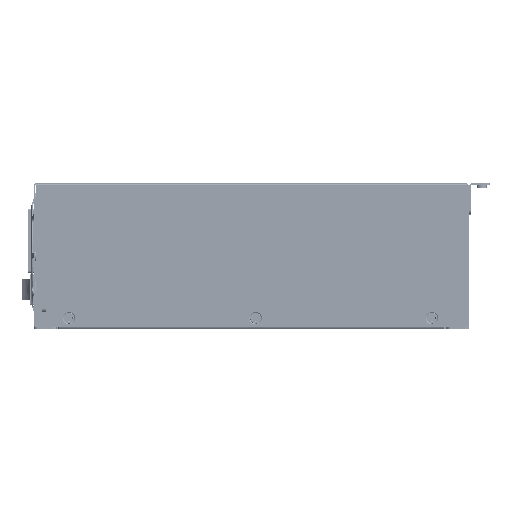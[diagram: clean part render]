
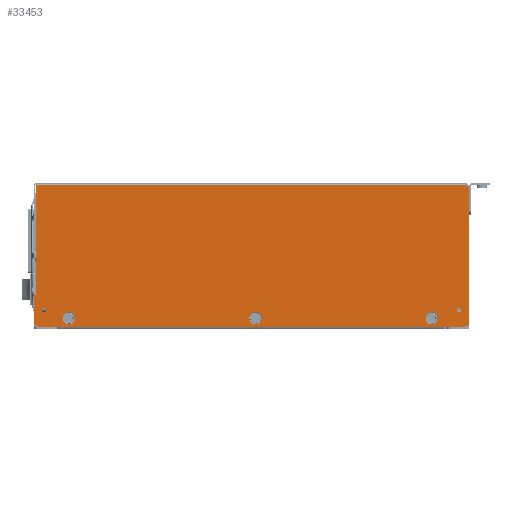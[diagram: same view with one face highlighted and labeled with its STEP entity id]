
A CAD part, left-side view. The second image highlights one B-rep face of the part: STEP entity #33453.
In plain terms, the highlighted planar face has unit normal (-1, 0, 0).
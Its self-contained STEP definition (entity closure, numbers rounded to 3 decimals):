
#9776=CARTESIAN_POINT('',(-50.,2.,-67.));
#9777=DIRECTION('',(1.,0.,0.));
#9778=DIRECTION('',(0.,-1.,0.));
#9779=AXIS2_PLACEMENT_3D('',#9776,#9777,#9778);
#9781=CARTESIAN_POINT('',(-50.,208.,-67.));
#9782=DIRECTION('',(1.,0.,0.));
#9783=DIRECTION('',(0.,0.,-1.));
#9784=AXIS2_PLACEMENT_3D('',#9781,#9782,#9783);
#9786=DIRECTION('',(0.,0.,1.));
#9787=VECTOR('',#9786,53.2);
#9788=CARTESIAN_POINT('',(-50.,209.,-54.));
#9789=LINE('',#9788,#9787);
#9790=DIRECTION('',(0.,-1.,0.));
#9791=VECTOR('',#9790,1.);
#9792=CARTESIAN_POINT('',(-50.,1.,-1.5));
#9793=LINE('',#9792,#9791);
#9794=DIRECTION('',(0.,0.,-1.));
#9795=VECTOR('',#9794,65.5);
#9796=CARTESIAN_POINT('',(-50.,0.,-1.5));
#9797=LINE('',#9796,#9795);
#9798=CARTESIAN_POINT('',(-50.,205.,-61.2));
#9799=DIRECTION('',(-1.,0.,0.));
#9800=DIRECTION('',(0.,1.,0.));
#9801=AXIS2_PLACEMENT_3D('',#9798,#9799,#9800);
#9803=CARTESIAN_POINT('',(-50.,205.,-61.2));
#9804=DIRECTION('',(-1.,0.,0.));
#9805=DIRECTION('',(0.,-1.,0.));
#9806=AXIS2_PLACEMENT_3D('',#9803,#9804,#9805);
#9808=CARTESIAN_POINT('',(-50.,5.,-61.2));
#9809=DIRECTION('',(-1.,0.,0.));
#9810=DIRECTION('',(0.,1.,0.));
#9811=AXIS2_PLACEMENT_3D('',#9808,#9809,#9810);
#9813=CARTESIAN_POINT('',(-50.,5.,-61.2));
#9814=DIRECTION('',(-1.,0.,0.));
#9815=DIRECTION('',(0.,-1.,0.));
#9816=AXIS2_PLACEMENT_3D('',#9813,#9814,#9815);
#9818=CARTESIAN_POINT('',(-50.,18.,-65.));
#9819=DIRECTION('',(-1.,0.,0.));
#9820=DIRECTION('',(0.,-1.,0.));
#9821=AXIS2_PLACEMENT_3D('',#9818,#9819,#9820);
#9823=CARTESIAN_POINT('',(-50.,18.,-65.));
#9824=DIRECTION('',(-1.,0.,0.));
#9825=DIRECTION('',(0.,0.,1.));
#9826=AXIS2_PLACEMENT_3D('',#9823,#9824,#9825);
#9828=CARTESIAN_POINT('',(-50.,18.,-65.));
#9829=DIRECTION('',(-1.,0.,0.));
#9830=DIRECTION('',(0.,1.,0.));
#9831=AXIS2_PLACEMENT_3D('',#9828,#9829,#9830);
#9833=CARTESIAN_POINT('',(-50.,18.,-65.));
#9834=DIRECTION('',(-1.,0.,0.));
#9835=DIRECTION('',(0.,0.,-1.));
#9836=AXIS2_PLACEMENT_3D('',#9833,#9834,#9835);
#9838=CARTESIAN_POINT('',(-50.,103.,-65.));
#9839=DIRECTION('',(-1.,0.,0.));
#9840=DIRECTION('',(0.,-1.,0.));
#9841=AXIS2_PLACEMENT_3D('',#9838,#9839,#9840);
#9843=CARTESIAN_POINT('',(-50.,103.,-65.));
#9844=DIRECTION('',(-1.,0.,0.));
#9845=DIRECTION('',(0.,0.,1.));
#9846=AXIS2_PLACEMENT_3D('',#9843,#9844,#9845);
#9848=CARTESIAN_POINT('',(-50.,103.,-65.));
#9849=DIRECTION('',(-1.,0.,0.));
#9850=DIRECTION('',(0.,1.,0.));
#9851=AXIS2_PLACEMENT_3D('',#9848,#9849,#9850);
#9853=CARTESIAN_POINT('',(-50.,103.,-65.));
#9854=DIRECTION('',(-1.,0.,0.));
#9855=DIRECTION('',(0.,0.,-1.));
#9856=AXIS2_PLACEMENT_3D('',#9853,#9854,#9855);
#9858=CARTESIAN_POINT('',(-50.,193.,-65.));
#9859=DIRECTION('',(-1.,0.,0.));
#9860=DIRECTION('',(0.,-1.,0.));
#9861=AXIS2_PLACEMENT_3D('',#9858,#9859,#9860);
#9863=CARTESIAN_POINT('',(-50.,193.,-65.));
#9864=DIRECTION('',(-1.,0.,0.));
#9865=DIRECTION('',(0.,0.,1.));
#9866=AXIS2_PLACEMENT_3D('',#9863,#9864,#9865);
#9868=CARTESIAN_POINT('',(-50.,193.,-65.));
#9869=DIRECTION('',(-1.,0.,0.));
#9870=DIRECTION('',(0.,1.,0.));
#9871=AXIS2_PLACEMENT_3D('',#9868,#9869,#9870);
#9873=CARTESIAN_POINT('',(-50.,193.,-65.));
#9874=DIRECTION('',(-1.,0.,0.));
#9875=DIRECTION('',(0.,0.,-1.));
#9876=AXIS2_PLACEMENT_3D('',#9873,#9874,#9875);
#9878=DIRECTION('',(0.,-1.,0.));
#9879=VECTOR('',#9878,206.);
#9880=CARTESIAN_POINT('',(-50.,208.,-69.));
#9881=LINE('',#9880,#9879);
#9890=DIRECTION('',(0.,0.,-1.));
#9891=VECTOR('',#9890,13.);
#9892=CARTESIAN_POINT('',(-50.,210.,-54.));
#9893=LINE('',#9892,#9891);
#9894=DIRECTION('',(0.,1.,0.));
#9895=VECTOR('',#9894,1.);
#9896=CARTESIAN_POINT('',(-50.,209.,-54.));
#9897=LINE('',#9896,#9895);
#9906=DIRECTION('',(0.,1.,0.));
#9907=VECTOR('',#9906,208.);
#9908=CARTESIAN_POINT('',(-50.,1.,-0.8));
#9909=LINE('',#9908,#9907);
#9910=DIRECTION('',(0.,0.,1.));
#9911=VECTOR('',#9910,0.7);
#9912=CARTESIAN_POINT('',(-50.,1.,-1.5));
#9913=LINE('',#9912,#9911);
#19834=CARTESIAN_POINT('',(-50.,1.,-1.5));
#19835=CARTESIAN_POINT('',(-50.,0.,-1.5));
#19836=VERTEX_POINT('',#19834);
#19837=VERTEX_POINT('',#19835);
#19842=CARTESIAN_POINT('',(-50.,0.,-67.));
#19843=CARTESIAN_POINT('',(-50.,2.,-69.));
#19844=VERTEX_POINT('',#19842);
#19845=VERTEX_POINT('',#19843);
#19846=CARTESIAN_POINT('',(-50.,208.,-69.));
#19847=VERTEX_POINT('',#19846);
#19848=CARTESIAN_POINT('',(-50.,210.,-67.));
#19849=VERTEX_POINT('',#19848);
#19850=CARTESIAN_POINT('',(-50.,210.,-54.));
#19851=VERTEX_POINT('',#19850);
#19852=CARTESIAN_POINT('',(-50.,209.,-54.));
#19853=VERTEX_POINT('',#19852);
#19854=CARTESIAN_POINT('',(-50.,209.,-0.8));
#19855=VERTEX_POINT('',#19854);
#19856=CARTESIAN_POINT('',(-50.,1.,-0.8));
#19857=VERTEX_POINT('',#19856);
#19858=CARTESIAN_POINT('',(-50.,206.,-61.2));
#19859=CARTESIAN_POINT('',(-50.,204.,-61.2));
#19860=VERTEX_POINT('',#19858);
#19861=VERTEX_POINT('',#19859);
#19862=CARTESIAN_POINT('',(-50.,6.,-61.2));
#19863=CARTESIAN_POINT('',(-50.,4.,-61.2));
#19864=VERTEX_POINT('',#19862);
#19865=VERTEX_POINT('',#19863);
#19866=CARTESIAN_POINT('',(-50.,18.,-62.));
#19867=CARTESIAN_POINT('',(-50.,21.,-65.));
#19868=VERTEX_POINT('',#19866);
#19869=VERTEX_POINT('',#19867);
#19870=CARTESIAN_POINT('',(-50.,15.,-65.));
#19871=VERTEX_POINT('',#19870);
#19872=CARTESIAN_POINT('',(-50.,18.,-68.));
#19873=VERTEX_POINT('',#19872);
#19874=CARTESIAN_POINT('',(-50.,103.,-62.));
#19875=CARTESIAN_POINT('',(-50.,106.,-65.));
#19876=VERTEX_POINT('',#19874);
#19877=VERTEX_POINT('',#19875);
#19878=CARTESIAN_POINT('',(-50.,100.,-65.));
#19879=VERTEX_POINT('',#19878);
#19880=CARTESIAN_POINT('',(-50.,103.,-68.));
#19881=VERTEX_POINT('',#19880);
#19882=CARTESIAN_POINT('',(-50.,193.,-62.));
#19883=CARTESIAN_POINT('',(-50.,196.,-65.));
#19884=VERTEX_POINT('',#19882);
#19885=VERTEX_POINT('',#19883);
#19886=CARTESIAN_POINT('',(-50.,190.,-65.));
#19887=VERTEX_POINT('',#19886);
#19888=CARTESIAN_POINT('',(-50.,193.,-68.));
#19889=VERTEX_POINT('',#19888);
#33386=CARTESIAN_POINT('',(-50.,0.,-69.));
#33387=DIRECTION('',(-1.,0.,0.));
#33388=DIRECTION('',(0.,0.,1.));
#33389=AXIS2_PLACEMENT_3D('',#33386,#33387,#33388);
#33390=PLANE('',#33389);
#33391=ORIENTED_EDGE('',*,*,#33376,.T.);
#33393=ORIENTED_EDGE('',*,*,#33392,.F.);
#33395=ORIENTED_EDGE('',*,*,#33394,.T.);
#33397=ORIENTED_EDGE('',*,*,#33396,.F.);
#33399=ORIENTED_EDGE('',*,*,#33398,.F.);
#33400=ORIENTED_EDGE('',*,*,#33296,.T.);
#33402=ORIENTED_EDGE('',*,*,#33401,.F.);
#33404=ORIENTED_EDGE('',*,*,#33403,.F.);
#33406=ORIENTED_EDGE('',*,*,#33405,.T.);
#33408=ORIENTED_EDGE('',*,*,#33407,.T.);
#33409=EDGE_LOOP('',(#33391,#33393,#33395,#33397,#33399,#33400,#33402,#33404,
#33406,#33408));
#33410=FACE_OUTER_BOUND('',#33409,.F.);
#33412=ORIENTED_EDGE('',*,*,#33411,.T.);
#33414=ORIENTED_EDGE('',*,*,#33413,.T.);
#33415=EDGE_LOOP('',(#33412,#33414));
#33416=FACE_BOUND('',#33415,.F.);
#33418=ORIENTED_EDGE('',*,*,#33417,.T.);
#33420=ORIENTED_EDGE('',*,*,#33419,.T.);
#33421=EDGE_LOOP('',(#33418,#33420));
#33422=FACE_BOUND('',#33421,.F.);
#33424=ORIENTED_EDGE('',*,*,#33423,.T.);
#33426=ORIENTED_EDGE('',*,*,#33425,.T.);
#33428=ORIENTED_EDGE('',*,*,#33427,.T.);
#33430=ORIENTED_EDGE('',*,*,#33429,.T.);
#33431=EDGE_LOOP('',(#33424,#33426,#33428,#33430));
#33432=FACE_BOUND('',#33431,.F.);
#33434=ORIENTED_EDGE('',*,*,#33433,.T.);
#33436=ORIENTED_EDGE('',*,*,#33435,.T.);
#33438=ORIENTED_EDGE('',*,*,#33437,.T.);
#33440=ORIENTED_EDGE('',*,*,#33439,.T.);
#33441=EDGE_LOOP('',(#33434,#33436,#33438,#33440));
#33442=FACE_BOUND('',#33441,.F.);
#33444=ORIENTED_EDGE('',*,*,#33443,.T.);
#33446=ORIENTED_EDGE('',*,*,#33445,.T.);
#33448=ORIENTED_EDGE('',*,*,#33447,.T.);
#33450=ORIENTED_EDGE('',*,*,#33449,.T.);
#33451=EDGE_LOOP('',(#33444,#33446,#33448,#33450));
#33452=FACE_BOUND('',#33451,.F.);
#9780=CIRCLE('',#9779,2.);
#9785=CIRCLE('',#9784,2.);
#9802=CIRCLE('',#9801,1.);
#9807=CIRCLE('',#9806,1.);
#9812=CIRCLE('',#9811,1.);
#9817=CIRCLE('',#9816,1.);
#9822=CIRCLE('',#9821,3.);
#9827=CIRCLE('',#9826,3.);
#9832=CIRCLE('',#9831,3.);
#9837=CIRCLE('',#9836,3.);
#9842=CIRCLE('',#9841,3.);
#9847=CIRCLE('',#9846,3.);
#9852=CIRCLE('',#9851,3.);
#9857=CIRCLE('',#9856,3.);
#9862=CIRCLE('',#9861,3.);
#9867=CIRCLE('',#9866,3.);
#9872=CIRCLE('',#9871,3.);
#9877=CIRCLE('',#9876,3.);
#33296=EDGE_CURVE('',#19853,#19855,#9789,.T.);
#33376=EDGE_CURVE('',#19844,#19845,#9780,.T.);
#33392=EDGE_CURVE('',#19847,#19845,#9881,.T.);
#33394=EDGE_CURVE('',#19847,#19849,#9785,.T.);
#33396=EDGE_CURVE('',#19851,#19849,#9893,.T.);
#33398=EDGE_CURVE('',#19853,#19851,#9897,.T.);
#33401=EDGE_CURVE('',#19857,#19855,#9909,.T.);
#33403=EDGE_CURVE('',#19836,#19857,#9913,.T.);
#33405=EDGE_CURVE('',#19836,#19837,#9793,.T.);
#33407=EDGE_CURVE('',#19837,#19844,#9797,.T.);
#33411=EDGE_CURVE('',#19860,#19861,#9802,.T.);
#33413=EDGE_CURVE('',#19861,#19860,#9807,.T.);
#33417=EDGE_CURVE('',#19864,#19865,#9812,.T.);
#33419=EDGE_CURVE('',#19865,#19864,#9817,.T.);
#33423=EDGE_CURVE('',#19871,#19868,#9822,.T.);
#33425=EDGE_CURVE('',#19868,#19869,#9827,.T.);
#33427=EDGE_CURVE('',#19869,#19873,#9832,.T.);
#33429=EDGE_CURVE('',#19873,#19871,#9837,.T.);
#33433=EDGE_CURVE('',#19879,#19876,#9842,.T.);
#33435=EDGE_CURVE('',#19876,#19877,#9847,.T.);
#33437=EDGE_CURVE('',#19877,#19881,#9852,.T.);
#33439=EDGE_CURVE('',#19881,#19879,#9857,.T.);
#33443=EDGE_CURVE('',#19887,#19884,#9862,.T.);
#33445=EDGE_CURVE('',#19884,#19885,#9867,.T.);
#33447=EDGE_CURVE('',#19885,#19889,#9872,.T.);
#33449=EDGE_CURVE('',#19889,#19887,#9877,.T.);
#33453=ADVANCED_FACE('',(#33410,#33416,#33422,#33432,#33442,#33452),#33390,.T.);
